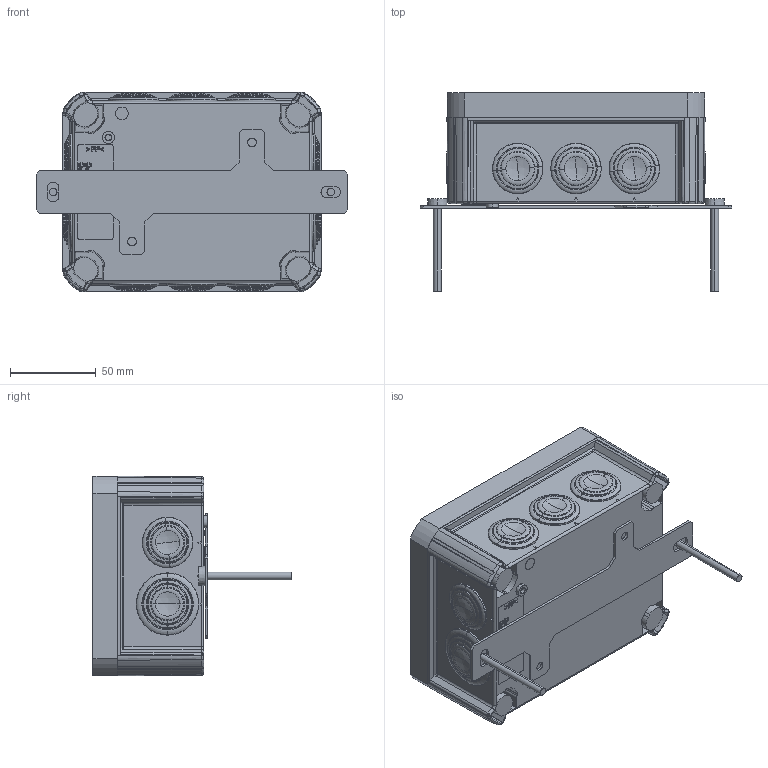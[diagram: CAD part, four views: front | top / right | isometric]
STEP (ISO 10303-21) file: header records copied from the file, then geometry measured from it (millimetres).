
FILE_DESCRIPTION (( 'STEP AP214' ), '1' );
FILE_NAME ('7205560.stp', '2018-03-23T08:57:43', ( '' ), ( '' ), 'SwSTEP 2.0', 'SolidWorks 2016', '' );
FILE_SCHEMA (( 'AUTOMOTIVE_DESIGN' ));
Length unit declared in the file: millimetre
Products named in the file (9): 096202_Standard; 059222_Standard; 0068977_LGR; ED540-01_gro疇 Einf”rungen; 062691_Standard; 059203_Standard; ED540-02_02T100-ohne-VDE; 0069005_Standard; 7205560
Assembly tree (17 placements, depth 4):
  7205560
    ED540-01_gro疇 Einf”rungen
    ED540-02_02T100-ohne-VDE
    0068977_LGR  x8
    0069005_Standard  x2
    062691_Standard
      059222_Standard
        059203_Standard
    096202_Standard  x2
Bounding box: 182 x 115.65 x 116.6 mm (x, y, z)
Volume: 1051333.8 mm3; surface area: 164346.2 mm2
Topology: 19 solids, 19 shells, 1409 faces, 3276 edges, 1962 vertices
Faces by surface type: plane 367, cylinder 346, cone 311, bspline 193, torus 172, sphere 20
Entity records: 34137 total; most frequent: CARTESIAN_POINT 14141, ORIENTED_EDGE 4408, DIRECTION 3617, EDGE_CURVE 2204, VERTEX_POINT 1389, AXIS2_PLACEMENT_3D 1235, LINE 1147, VECTOR 1147
